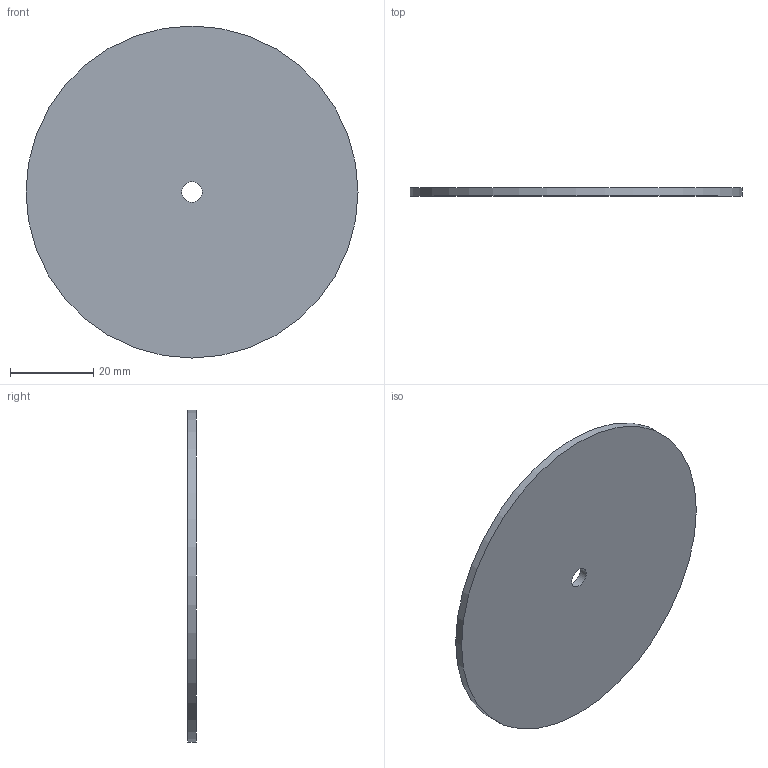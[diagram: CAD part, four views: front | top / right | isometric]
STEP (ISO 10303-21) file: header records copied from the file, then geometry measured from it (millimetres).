
FILE_DESCRIPTION(/* description */ (''),/* implementation_level */ '2;1');
FILE_NAME(/* name */ 'lufte_lokk.stp',/* time_stamp */ '2025-04-29T09:56:16+02:00',/* author */ ('saeth'),/* organization */ (''),/* preprocessor_version */ 'ST-DEVELOPER v20',/* originating_system */ 'Autodesk Inventor 2025',/* authorisation */ '');
FILE_SCHEMA (('AUTOMOTIVE_DESIGN { 1 0 10303 214 3 1 1 }'));
Length unit declared in the file: millimetre
Products named in the file (1): lufte_lokk
Bounding box: 80 x 2 x 80 mm (x, y, z)
Volume: 10015.4 mm3; surface area: 10548.8 mm2
Topology: 1 solids, 1 shells, 4 faces, 7 edges, 7 vertices
Faces by surface type: cylinder 2, plane 2
Full cylindrical faces by diameter (mm): 4.9 x1, 80 x1
Entity records: 166 total; most frequent: DIRECTION 22, CARTESIAN_POINT 18, ORIENTED_EDGE 12, AXIS2_PLACEMENT_3D 10, EDGE_LOOP 6, EDGE_CURVE 6, CIRCLE 5, FACE_OUTER_BOUND 4
